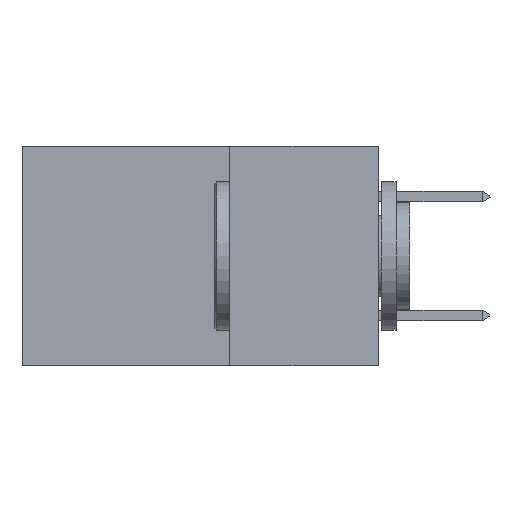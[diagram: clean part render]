
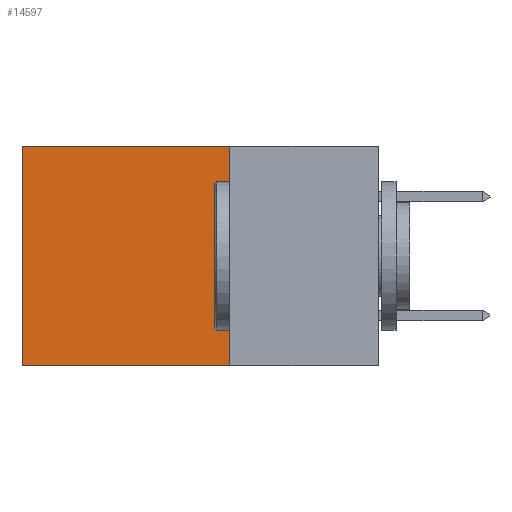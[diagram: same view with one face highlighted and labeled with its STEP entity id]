
A CAD part, left-side view. The second image highlights one B-rep face of the part: STEP entity #14597.
In plain terms, the highlighted planar face has unit normal (-1, 0, 0).
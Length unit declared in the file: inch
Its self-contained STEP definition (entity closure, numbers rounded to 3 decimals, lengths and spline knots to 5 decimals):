
#453 = DIRECTION ( 'NONE',  ( 0., 0., -1. ) ) ;
#1407 = VERTEX_POINT ( 'NONE', #17855 ) ;
#3342 = ORIENTED_EDGE ( 'NONE', *, *, #8183, .F. ) ;
#4133 = VECTOR ( 'NONE', #22553, 39.37008 ) ;
#4912 = LINE ( 'NONE', #13062, #16623 ) ;
#6170 = CARTESIAN_POINT ( 'NONE',  ( 0.298, 0.25, 0. ) ) ;
#7082 = LINE ( 'NONE', #15997, #18695 ) ;
#8183 = EDGE_CURVE ( 'NONE', #14779, #21102, #4912, .T. ) ;
#8504 = DIRECTION ( 'NONE',  ( 0., 1., 0. ) ) ;
#10513 = LINE ( 'NONE', #6170, #22034 ) ;
#10556 = EDGE_CURVE ( 'NONE', #28722, #14779, #15102, .T. ) ;
#11716 = EDGE_LOOP ( 'NONE', ( #15789, #3342, #21845, #21005 ) ) ;
#12094 = PLANE ( 'NONE',  #29340 ) ;
#12420 = CARTESIAN_POINT ( 'NONE',  ( 0.298, 0.6, -0.37 ) ) ;
#13062 = CARTESIAN_POINT ( 'NONE',  ( 0.298, 0.25, -0.37 ) ) ;
#14554 = DIRECTION ( 'NONE',  ( 1., 0., 0. ) ) ;
#14597 = ADVANCED_FACE ( 'NONE', ( #18769 ), #12094, .F. ) ;
#14779 = VERTEX_POINT ( 'NONE', #28869 ) ;
#15102 = LINE ( 'NONE', #17973, #4133 ) ;
#15789 = ORIENTED_EDGE ( 'NONE', *, *, #26330, .T. ) ;
#15997 = CARTESIAN_POINT ( 'NONE',  ( 0.298, 0.6, 0. ) ) ;
#16623 = VECTOR ( 'NONE', #24508, 39.37008 ) ;
#17855 = CARTESIAN_POINT ( 'NONE',  ( 0.298, 0.6, 0. ) ) ;
#17973 = CARTESIAN_POINT ( 'NONE',  ( 0.298, 0.25, 0. ) ) ;
#18269 = DIRECTION ( 'NONE',  ( 0., 0., -1. ) ) ;
#18695 = VECTOR ( 'NONE', #18269, 39.37008 ) ;
#18769 = FACE_OUTER_BOUND ( 'NONE', #11716, .T. ) ;
#21005 = ORIENTED_EDGE ( 'NONE', *, *, #24242, .T. ) ;
#21102 = VERTEX_POINT ( 'NONE', #12420 ) ;
#21845 = ORIENTED_EDGE ( 'NONE', *, *, #10556, .F. ) ;
#22034 = VECTOR ( 'NONE', #8504, 39.37008 ) ;
#22553 = DIRECTION ( 'NONE',  ( 0., 0., -1. ) ) ;
#22818 = CARTESIAN_POINT ( 'NONE',  ( 0.298, 0.25, 0. ) ) ;
#24242 = EDGE_CURVE ( 'NONE', #28722, #1407, #10513, .T. ) ;
#24508 = DIRECTION ( 'NONE',  ( 0., 1., 0. ) ) ;
#26002 = CARTESIAN_POINT ( 'NONE',  ( 0.298, 0.25, 0. ) ) ;
#26330 = EDGE_CURVE ( 'NONE', #1407, #21102, #7082, .T. ) ;
#28722 = VERTEX_POINT ( 'NONE', #22818 ) ;
#28869 = CARTESIAN_POINT ( 'NONE',  ( 0.298, 0.25, -0.37 ) ) ;
#29340 = AXIS2_PLACEMENT_3D ( 'NONE', #26002, #14554, #453 ) ;
